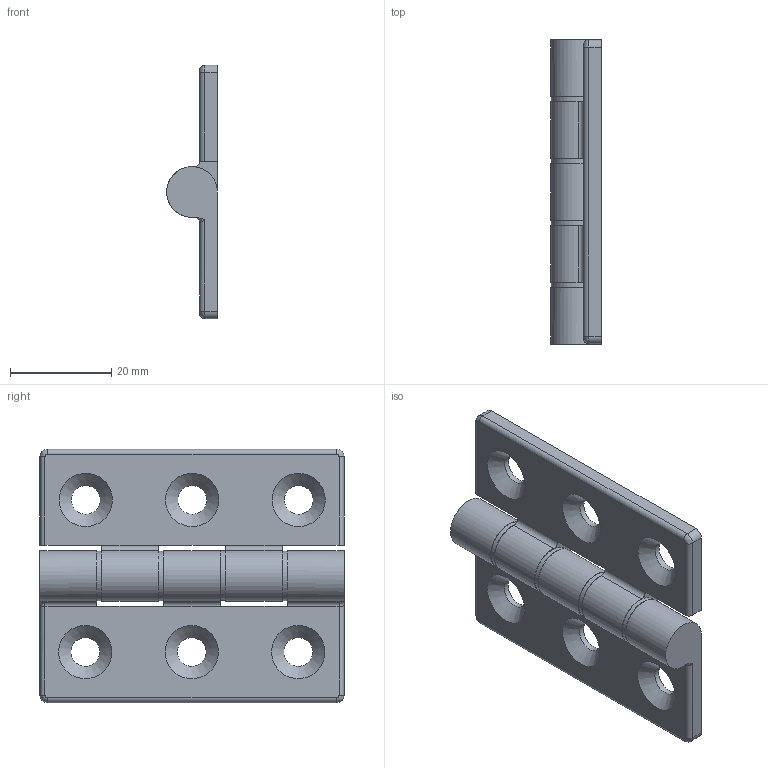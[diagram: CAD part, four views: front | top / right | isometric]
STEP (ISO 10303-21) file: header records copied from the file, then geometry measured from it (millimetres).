
FILE_DESCRIPTION(/* description */ (''),/* implementation_level */ '2;1');
FILE_NAME(/* name */ 'DR_HS6050.stp',/* time_stamp */ '2023-06-05T11:14:13+09:00',/* author */ ('user'),/* organization */ (''),/* preprocessor_version */ 'ST-DEVELOPER v15.6',/* originating_system */ 'Autodesk Inventor 2015',/* authorisation */ '');
FILE_SCHEMA (('AUTOMOTIVE_DESIGN { 1 0 10303 214 3 1 1 }'));
Length unit declared in the file: millimetre
Products named in the file (4): DR_HS6050-1; DR_HS6050-WASHER; DR_HS6050-2; DR_HS6050
Bounding box: 10 x 60 x 50 mm (x, y, z)
Volume: 12193.4 mm3; surface area: 8704.9 mm2
Topology: 6 solids, 6 shells, 73 faces, 173 edges, 112 vertices
Faces by surface type: plane 31, cylinder 30, bspline 6, cone 6
Full cylindrical faces by diameter (mm): 5.7 x6, 9.8 x4
Entity records: 2093 total; most frequent: CARTESIAN_POINT 460, DIRECTION 337, ORIENTED_EDGE 290, EDGE_CURVE 145, AXIS2_PLACEMENT_3D 130, VERTEX_POINT 100, EDGE_LOOP 89, LINE 77
